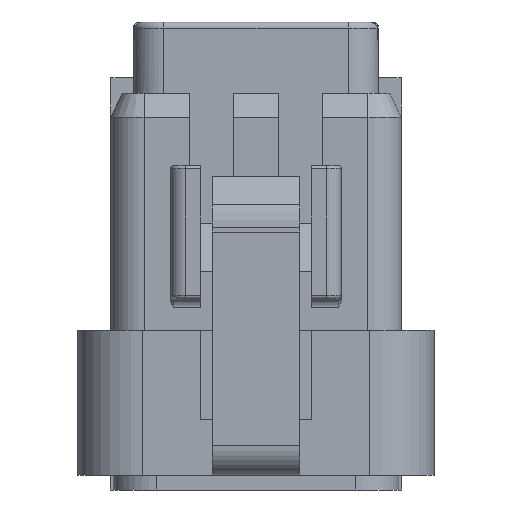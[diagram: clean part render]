
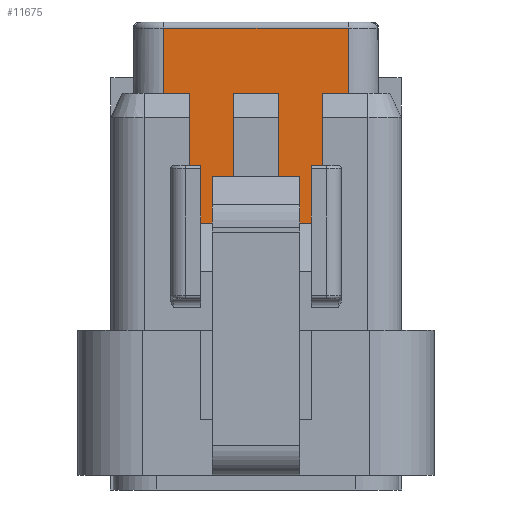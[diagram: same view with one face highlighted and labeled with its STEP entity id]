
A CAD part, front view. The second image highlights one B-rep face of the part: STEP entity #11675.
In plain terms, the highlighted planar face has unit normal (0, -1, 0).
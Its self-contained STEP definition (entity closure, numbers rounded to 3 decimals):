
#394 = ORIENTED_EDGE ( 'NONE', *, *, #14614, .T. ) ;
#597 = CARTESIAN_POINT ( 'NONE',  ( 2.75, 1.9, -15.33 ) ) ;
#669 = DIRECTION ( 'NONE',  ( 1., 0., 0. ) ) ;
#755 = EDGE_CURVE ( 'NONE', #1771, #11435, #23102, .T. ) ;
#799 = EDGE_CURVE ( 'NONE', #17306, #18757, #10799, .T. ) ;
#850 = ORIENTED_EDGE ( 'NONE', *, *, #10187, .F. ) ;
#921 = LINE ( 'NONE', #15353, #9666 ) ;
#1705 = CARTESIAN_POINT ( 'NONE',  ( 8.85, 1.9, -15.33 ) ) ;
#1771 = VERTEX_POINT ( 'NONE', #4877 ) ;
#1792 = ORIENTED_EDGE ( 'NONE', *, *, #3259, .F. ) ;
#1922 = VECTOR ( 'NONE', #3819, 1000. ) ;
#2142 = AXIS2_PLACEMENT_3D ( 'NONE', #9854, #4228, #669 ) ;
#2157 = LINE ( 'NONE', #9439, #8282 ) ;
#2375 = LINE ( 'NONE', #597, #17267 ) ;
#2570 = FACE_OUTER_BOUND ( 'NONE', #3677, .T. ) ;
#2613 = LINE ( 'NONE', #15263, #4674 ) ;
#2853 = VECTOR ( 'NONE', #19685, 1000. ) ;
#2937 = DIRECTION ( 'NONE',  ( 0., 0., 1. ) ) ;
#2957 = DIRECTION ( 'NONE',  ( 0., 0., -1. ) ) ;
#3259 = EDGE_CURVE ( 'NONE', #7057, #12941, #18374, .T. ) ;
#3405 = LINE ( 'NONE', #23235, #14314 ) ;
#3556 = DIRECTION ( 'NONE',  ( -1., 0., 0. ) ) ;
#3677 = EDGE_LOOP ( 'NONE', ( #8274, #850, #6440, #17901, #16220, #16273, #12193, #12394, #6453, #1792, #12096, #10645, #394, #15288, #15520, #20131 ) ) ;
#3819 = DIRECTION ( 'NONE',  ( 1., 0., 0. ) ) ;
#4228 = DIRECTION ( 'NONE',  ( 0., -1., 0. ) ) ;
#4282 = DIRECTION ( 'NONE',  ( 1., 0., 0. ) ) ;
#4400 = VERTEX_POINT ( 'NONE', #4675 ) ;
#4586 = VECTOR ( 'NONE', #12386, 1000. ) ;
#4674 = VECTOR ( 'NONE', #4282, 1000. ) ;
#4675 = CARTESIAN_POINT ( 'NONE',  ( 3.975, 1.9, -21.78 ) ) ;
#4877 = CARTESIAN_POINT ( 'NONE',  ( 8., 1.9, -19.88 ) ) ;
#5054 = CARTESIAN_POINT ( 'NONE',  ( 3.975, 1.9, -19.88 ) ) ;
#5075 = CARTESIAN_POINT ( 'NONE',  ( 5.05, 1.9, -17.48 ) ) ;
#5333 = LINE ( 'NONE', #19913, #16650 ) ;
#5343 = VERTEX_POINT ( 'NONE', #5541 ) ;
#5541 = CARTESIAN_POINT ( 'NONE',  ( 5.05, 1.9, -17.48 ) ) ;
#5585 = CARTESIAN_POINT ( 'NONE',  ( 6.55, 1.9, -17.48 ) ) ;
#6440 = ORIENTED_EDGE ( 'NONE', *, *, #18020, .T. ) ;
#6453 = ORIENTED_EDGE ( 'NONE', *, *, #21531, .T. ) ;
#6723 = CARTESIAN_POINT ( 'NONE',  ( 8., 1.9, -19.88 ) ) ;
#6859 = LINE ( 'NONE', #14625, #13542 ) ;
#6995 = CARTESIAN_POINT ( 'NONE',  ( 7.625, 1.9, -19.88 ) ) ;
#7057 = VERTEX_POINT ( 'NONE', #1705 ) ;
#7493 = CARTESIAN_POINT ( 'NONE',  ( 8., 1.9, -17.48 ) ) ;
#7506 = CARTESIAN_POINT ( 'NONE',  ( 8.85, 1.9, -17.48 ) ) ;
#7641 = VECTOR ( 'NONE', #8061, 1000. ) ;
#7974 = DIRECTION ( 'NONE',  ( 0., 0., -1. ) ) ;
#8061 = DIRECTION ( 'NONE',  ( 0., 0., 1. ) ) ;
#8274 = ORIENTED_EDGE ( 'NONE', *, *, #12517, .F. ) ;
#8282 = VECTOR ( 'NONE', #22216, 1000. ) ;
#8502 = CARTESIAN_POINT ( 'NONE',  ( 7.625, 1.9, -21.78 ) ) ;
#9226 = EDGE_CURVE ( 'NONE', #13646, #18757, #14302, .T. ) ;
#9427 = CARTESIAN_POINT ( 'NONE',  ( 7.625, 1.9, -21.78 ) ) ;
#9439 = CARTESIAN_POINT ( 'NONE',  ( 5.05, 1.9, -21.78 ) ) ;
#9585 = VECTOR ( 'NONE', #2937, 1000. ) ;
#9666 = VECTOR ( 'NONE', #20968, 1000. ) ;
#9854 = CARTESIAN_POINT ( 'NONE',  ( 1.75, 1.9, -17.48 ) ) ;
#10187 = EDGE_CURVE ( 'NONE', #5343, #13096, #10328, .T. ) ;
#10323 = CARTESIAN_POINT ( 'NONE',  ( 2.75, 1.9, -15.33 ) ) ;
#10328 = LINE ( 'NONE', #5075, #4586 ) ;
#10330 = CARTESIAN_POINT ( 'NONE',  ( 3.975, 1.9, -21.78 ) ) ;
#10457 = LINE ( 'NONE', #10330, #9585 ) ;
#10645 = ORIENTED_EDGE ( 'NONE', *, *, #21624, .T. ) ;
#10683 = CARTESIAN_POINT ( 'NONE',  ( 3.6, 1.9, -17.48 ) ) ;
#10701 = VERTEX_POINT ( 'NONE', #12354 ) ;
#10799 = LINE ( 'NONE', #5054, #13082 ) ;
#11435 = VERTEX_POINT ( 'NONE', #6995 ) ;
#11675 = ADVANCED_FACE ( 'NONE', ( #2570 ), #22277, .T. ) ;
#11928 = VECTOR ( 'NONE', #14023, 1000. ) ;
#12096 = ORIENTED_EDGE ( 'NONE', *, *, #21940, .F. ) ;
#12193 = ORIENTED_EDGE ( 'NONE', *, *, #755, .F. ) ;
#12354 = CARTESIAN_POINT ( 'NONE',  ( 2.75, 1.9, -17.48 ) ) ;
#12386 = DIRECTION ( 'NONE',  ( 0., 0., -1. ) ) ;
#12394 = ORIENTED_EDGE ( 'NONE', *, *, #18118, .F. ) ;
#12409 = CARTESIAN_POINT ( 'NONE',  ( 3.6, 1.9, -19.88 ) ) ;
#12517 = EDGE_CURVE ( 'NONE', #13096, #4400, #2157, .T. ) ;
#12941 = VERTEX_POINT ( 'NONE', #7506 ) ;
#13082 = VECTOR ( 'NONE', #16285, 1000. ) ;
#13096 = VERTEX_POINT ( 'NONE', #22856 ) ;
#13542 = VECTOR ( 'NONE', #17969, 1000. ) ;
#13646 = VERTEX_POINT ( 'NONE', #10683 ) ;
#14023 = DIRECTION ( 'NONE',  ( -1., 0., 0. ) ) ;
#14151 = DIRECTION ( 'NONE',  ( 1., 0., 0. ) ) ;
#14284 = VECTOR ( 'NONE', #18256, 1000. ) ;
#14302 = LINE ( 'NONE', #23504, #21335 ) ;
#14314 = VECTOR ( 'NONE', #14151, 1000. ) ;
#14567 = LINE ( 'NONE', #16472, #1922 ) ;
#14614 = EDGE_CURVE ( 'NONE', #10701, #13646, #14567, .T. ) ;
#14625 = CARTESIAN_POINT ( 'NONE',  ( 8., 1.9, -17.48 ) ) ;
#14763 = EDGE_CURVE ( 'NONE', #19598, #11435, #17492, .T. ) ;
#15263 = CARTESIAN_POINT ( 'NONE',  ( 8., 1.9, -17.48 ) ) ;
#15288 = ORIENTED_EDGE ( 'NONE', *, *, #9226, .T. ) ;
#15353 = CARTESIAN_POINT ( 'NONE',  ( 2.75, 1.9, -15.33 ) ) ;
#15520 = ORIENTED_EDGE ( 'NONE', *, *, #799, .F. ) ;
#15614 = LINE ( 'NONE', #15980, #2853 ) ;
#15851 = VERTEX_POINT ( 'NONE', #16122 ) ;
#15980 = CARTESIAN_POINT ( 'NONE',  ( 6.55, 1.9, -17.48 ) ) ;
#16122 = CARTESIAN_POINT ( 'NONE',  ( 6.55, 1.9, -21.78 ) ) ;
#16220 = ORIENTED_EDGE ( 'NONE', *, *, #18948, .F. ) ;
#16273 = ORIENTED_EDGE ( 'NONE', *, *, #14763, .T. ) ;
#16285 = DIRECTION ( 'NONE',  ( -1., 0., 0. ) ) ;
#16353 = VERTEX_POINT ( 'NONE', #7493 ) ;
#16472 = CARTESIAN_POINT ( 'NONE',  ( 2.75, 1.9, -17.48 ) ) ;
#16650 = VECTOR ( 'NONE', #3556, 1000. ) ;
#17267 = VECTOR ( 'NONE', #7974, 1000. ) ;
#17306 = VERTEX_POINT ( 'NONE', #22797 ) ;
#17409 = EDGE_CURVE ( 'NONE', #17472, #15851, #15614, .T. ) ;
#17472 = VERTEX_POINT ( 'NONE', #5585 ) ;
#17492 = LINE ( 'NONE', #9427, #7641 ) ;
#17901 = ORIENTED_EDGE ( 'NONE', *, *, #17409, .T. ) ;
#17969 = DIRECTION ( 'NONE',  ( 0., 0., -1. ) ) ;
#18020 = EDGE_CURVE ( 'NONE', #5343, #17472, #3405, .T. ) ;
#18118 = EDGE_CURVE ( 'NONE', #16353, #1771, #6859, .T. ) ;
#18256 = DIRECTION ( 'NONE',  ( 0., 0., -1. ) ) ;
#18374 = LINE ( 'NONE', #20286, #14284 ) ;
#18757 = VERTEX_POINT ( 'NONE', #12409 ) ;
#18948 = EDGE_CURVE ( 'NONE', #19598, #15851, #5333, .T. ) ;
#19138 = VERTEX_POINT ( 'NONE', #10323 ) ;
#19598 = VERTEX_POINT ( 'NONE', #8502 ) ;
#19685 = DIRECTION ( 'NONE',  ( 0., 0., -1. ) ) ;
#19913 = CARTESIAN_POINT ( 'NONE',  ( 7.625, 1.9, -21.78 ) ) ;
#20131 = ORIENTED_EDGE ( 'NONE', *, *, #20376, .F. ) ;
#20286 = CARTESIAN_POINT ( 'NONE',  ( 8.85, 1.9, -15.33 ) ) ;
#20376 = EDGE_CURVE ( 'NONE', #4400, #17306, #10457, .T. ) ;
#20968 = DIRECTION ( 'NONE',  ( 1., 0., 0. ) ) ;
#21335 = VECTOR ( 'NONE', #2957, 1000. ) ;
#21531 = EDGE_CURVE ( 'NONE', #16353, #12941, #2613, .T. ) ;
#21624 = EDGE_CURVE ( 'NONE', #19138, #10701, #2375, .T. ) ;
#21940 = EDGE_CURVE ( 'NONE', #19138, #7057, #921, .T. ) ;
#22216 = DIRECTION ( 'NONE',  ( -1., 0., 0. ) ) ;
#22277 = PLANE ( 'NONE',  #2142 ) ;
#22797 = CARTESIAN_POINT ( 'NONE',  ( 3.975, 1.9, -19.88 ) ) ;
#22856 = CARTESIAN_POINT ( 'NONE',  ( 5.05, 1.9, -21.78 ) ) ;
#23102 = LINE ( 'NONE', #6723, #11928 ) ;
#23235 = CARTESIAN_POINT ( 'NONE',  ( 5.05, 1.9, -17.48 ) ) ;
#23504 = CARTESIAN_POINT ( 'NONE',  ( 3.6, 1.9, -17.48 ) ) ;
